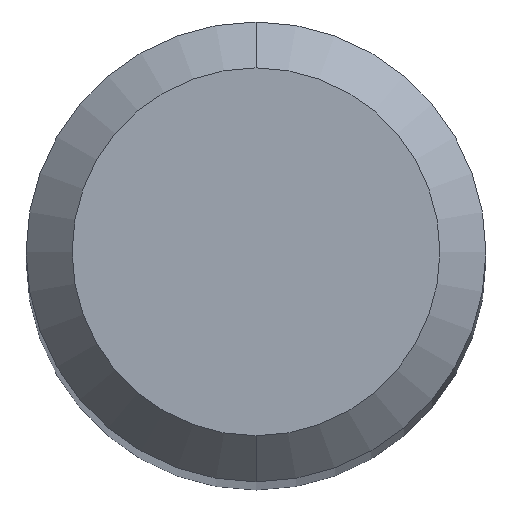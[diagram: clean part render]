
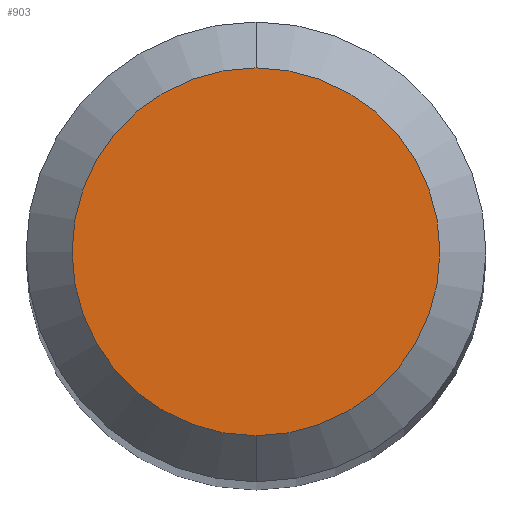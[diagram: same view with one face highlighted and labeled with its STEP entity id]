
A CAD part, top view. The second image highlights one B-rep face of the part: STEP entity #903.
In plain terms, the highlighted planar face has unit normal (0, 0, 1).
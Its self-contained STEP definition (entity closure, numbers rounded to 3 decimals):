
#459=VERTEX_POINT('',#1129);
#549=VERTEX_POINT('',#1229);
#551=EDGE_CURVE('',#549,#459,#1231,.T.);
#829=EDGE_CURVE('',#459,#549,#1536,.T.);
#903=ADVANCED_FACE('',(#1615),#1616,.T.);
#1129=CARTESIAN_POINT('',(0.,-1.2,0.0));
#1229=CARTESIAN_POINT('',(0.0,1.2,0.0));
#1231=CIRCLE('',#3757,1.2);
#1536=CIRCLE('',#4851,1.2);
#1615=FACE_OUTER_BOUND('',#5682,.T.);
#1616=PLANE('',#5683);
#3757=AXIS2_PLACEMENT_3D('',#6298,#6299,#6300);
#4851=AXIS2_PLACEMENT_3D('',#6636,#6637,#6638);
#5682=EDGE_LOOP('',(#6704,#6705));
#5683=AXIS2_PLACEMENT_3D('',#6706,#6707,#6708);
#6298=CARTESIAN_POINT('',(0.0,0.0,0.0));
#6299=DIRECTION('',(0.0,0.0,-1.0));
#6300=DIRECTION('',(0.0,1.0,0.0));
#6636=CARTESIAN_POINT('',(0.0,0.0,0.0));
#6637=DIRECTION('',(0.0,0.0,-1.0));
#6638=DIRECTION('',(0.0,1.0,0.0));
#6704=ORIENTED_EDGE('',*,*,#551,.F.);
#6705=ORIENTED_EDGE('',*,*,#829,.F.);
#6706=CARTESIAN_POINT('',(0.0,0.6,0.0));
#6707=DIRECTION('',(-0.0,0.0,1.0));
#6708=DIRECTION('',(0.0,-1.0,0.0));
